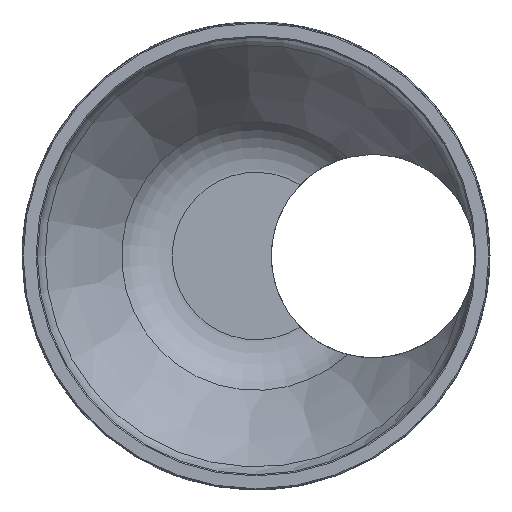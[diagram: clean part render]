
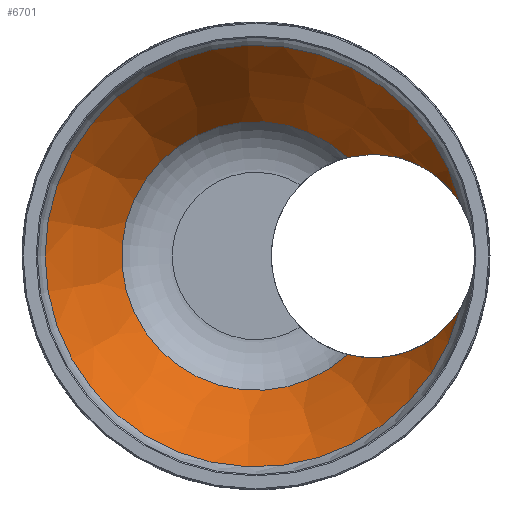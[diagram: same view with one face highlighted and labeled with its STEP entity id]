
A CAD part, left-side view. The second image highlights one B-rep face of the part: STEP entity #6701.
In plain terms, the highlighted conical face has half-angle 30 degrees and reference radius 18.25 mm.
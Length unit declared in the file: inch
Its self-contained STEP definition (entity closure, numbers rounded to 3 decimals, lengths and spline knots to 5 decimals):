
#18=CONICAL_SURFACE('',#7049,0.71849,30.);
#782=FACE_OUTER_BOUND('',#1189,.T.);
#1189=EDGE_LOOP('',(#6269,#6270,#6271,#6272));
#1583=B_SPLINE_CURVE_WITH_KNOTS('',3,(#15316,#15317,#15318,#15319,#15320,
#15321,#15322,#15323,#15324,#15325,#15326,#15327,#15328,#15329,#15330,#15331,
#15332,#15333,#15334),.UNSPECIFIED.,.F.,.F.,(4,3,3,3,3,3,4),(1.12594,
2.10666,2.31774,2.70256,2.9322,3.07093,
3.08738),.UNSPECIFIED.);
#1586=B_SPLINE_CURVE_WITH_KNOTS('',3,(#15357,#15358,#15359,#15360,#15361,
#15362,#15363,#15364,#15365,#15366,#15367,#15368,#15369,#15370,#15371,#15372),
 .UNSPECIFIED.,.F.,.F.,(4,3,3,3,3,4),(4.26669,4.40662,
4.83612,5.1252,5.32785,6.22812),
 .UNSPECIFIED.);
#1721=CIRCLE('',#7037,0.90151);
#1725=CIRCLE('',#7047,0.57416);
#3263=VERTEX_POINT('',#15297);
#3264=VERTEX_POINT('',#15306);
#3265=VERTEX_POINT('',#15315);
#3268=VERTEX_POINT('',#15346);
#4260=EDGE_CURVE('',#3265,#3264,#1583,.T.);
#4264=EDGE_CURVE('',#3263,#3268,#1586,.T.);
#4269=EDGE_CURVE('',#3263,#3264,#1721,.T.);
#4273=EDGE_CURVE('',#3265,#3268,#1725,.T.);
#6269=ORIENTED_EDGE('',*,*,#4260,.T.);
#6270=ORIENTED_EDGE('',*,*,#4269,.F.);
#6271=ORIENTED_EDGE('',*,*,#4264,.T.);
#6272=ORIENTED_EDGE('',*,*,#4273,.F.);
#6701=ADVANCED_FACE('',(#782),#18,.F.);
#7037=AXIS2_PLACEMENT_3D('',#15382,#8153,#8154);
#7047=AXIS2_PLACEMENT_3D('',#15395,#8173,#8174);
#7049=AXIS2_PLACEMENT_3D('',#15397,#8177,#8178);
#8153=DIRECTION('center_axis',(1.,0.,0.));
#8154=DIRECTION('ref_axis',(0.,1.,0.));
#8173=DIRECTION('center_axis',(-1.,0.,0.));
#8174=DIRECTION('ref_axis',(0.,1.,0.));
#8177=DIRECTION('center_axis',(-1.,0.,0.));
#8178=DIRECTION('ref_axis',(0.,-1.,0.));
#15297=CARTESIAN_POINT('',(0.55801,-0.87349,-0.223));
#15306=CARTESIAN_POINT('',(0.55801,-0.87349,0.223));
#15315=CARTESIAN_POINT('',(1.125,-0.39043,0.42097));
#15316=CARTESIAN_POINT('Ctrl Pts',(1.125,-0.39043,0.42097));
#15317=CARTESIAN_POINT('Ctrl Pts',(1.01203,-0.46533,
0.44047));
#15318=CARTESIAN_POINT('Ctrl Pts',(0.9041,-0.55011,
0.4409));
#15319=CARTESIAN_POINT('Ctrl Pts',(0.80866,-0.63351,
0.414));
#15320=CARTESIAN_POINT('Ctrl Pts',(0.78812,-0.65146,
0.40822));
#15321=CARTESIAN_POINT('Ctrl Pts',(0.76828,-0.66921,
0.40127));
#15322=CARTESIAN_POINT('Ctrl Pts',(0.74806,-0.6877,
0.39242));
#15323=CARTESIAN_POINT('Ctrl Pts',(0.71119,-0.7214,0.3763));
#15324=CARTESIAN_POINT('Ctrl Pts',(0.6744,-0.75649,
0.35398));
#15325=CARTESIAN_POINT('Ctrl Pts',(0.64166,-0.78875,
0.32534));
#15326=CARTESIAN_POINT('Ctrl Pts',(0.62212,-0.808,
0.30826));
#15327=CARTESIAN_POINT('Ctrl Pts',(0.60398,-0.82625,
0.28896));
#15328=CARTESIAN_POINT('Ctrl Pts',(0.58786,-0.84272,
0.2679));
#15329=CARTESIAN_POINT('Ctrl Pts',(0.57812,-0.85266,
0.25518));
#15330=CARTESIAN_POINT('Ctrl Pts',(0.56914,-0.86193,
0.24186));
#15331=CARTESIAN_POINT('Ctrl Pts',(0.56092,-0.87046,
0.22799));
#15332=CARTESIAN_POINT('Ctrl Pts',(0.55995,-0.87148,0.22635));
#15333=CARTESIAN_POINT('Ctrl Pts',(0.55898,-0.87249,
0.22469));
#15334=CARTESIAN_POINT('Ctrl Pts',(0.55801,-0.87349,0.223));
#15346=CARTESIAN_POINT('',(1.125,-0.39043,-0.42097));
#15357=CARTESIAN_POINT('Ctrl Pts',(0.55801,-0.87349,-0.223));
#15358=CARTESIAN_POINT('Ctrl Pts',(0.56621,-0.86495,
-0.2373));
#15359=CARTESIAN_POINT('Ctrl Pts',(0.57501,-0.85586,
-0.25071));
#15360=CARTESIAN_POINT('Ctrl Pts',(0.58467,-0.84597,
-0.26368));
#15361=CARTESIAN_POINT('Ctrl Pts',(0.61433,-0.81563,-0.30349));
#15362=CARTESIAN_POINT('Ctrl Pts',(0.65125,-0.7788,
-0.33701));
#15363=CARTESIAN_POINT('Ctrl Pts',(0.69111,-0.74084,
-0.36224));
#15364=CARTESIAN_POINT('Ctrl Pts',(0.71794,-0.7153,
-0.37923));
#15365=CARTESIAN_POINT('Ctrl Pts',(0.74605,-0.68928,
-0.39256));
#15366=CARTESIAN_POINT('Ctrl Pts',(0.77354,-0.66462,
-0.40265));
#15367=CARTESIAN_POINT('Ctrl Pts',(0.79281,-0.64733,
-0.40972));
#15368=CARTESIAN_POINT('Ctrl Pts',(0.81226,-0.63023,
-0.41543));
#15369=CARTESIAN_POINT('Ctrl Pts',(0.83239,-0.61296,
-0.42008));
#15370=CARTESIAN_POINT('Ctrl Pts',(0.92181,-0.53623,
-0.44071));
#15371=CARTESIAN_POINT('Ctrl Pts',(1.0213,-0.45918,
-0.43887));
#15372=CARTESIAN_POINT('Ctrl Pts',(1.125,-0.39043,-0.42097));
#15382=CARTESIAN_POINT('Origin',(0.55801,0.,
0.));
#15395=CARTESIAN_POINT('Origin',(1.125,0.,0.));
#15397=CARTESIAN_POINT('Origin',(0.875,0.,0.));
